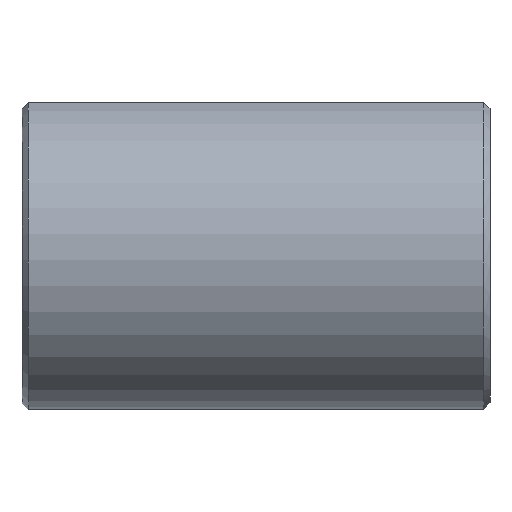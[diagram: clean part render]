
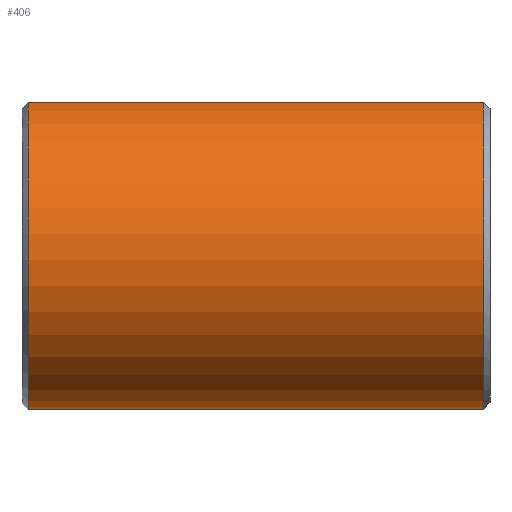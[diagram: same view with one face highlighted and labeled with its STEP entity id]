
A CAD part, left-side view. The second image highlights one B-rep face of the part: STEP entity #406.
In plain terms, the highlighted cylindrical face has radius 6.35 mm (diameter 12.7 mm), a partial arc.
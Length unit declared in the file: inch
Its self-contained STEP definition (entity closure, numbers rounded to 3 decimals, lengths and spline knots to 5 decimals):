
#29 = CIRCLE ( 'NONE', #201, 0.25 ) ;
#31 = CYLINDRICAL_SURFACE ( 'NONE', #52, 0.25 ) ;
#35 = ORIENTED_EDGE ( 'NONE', *, *, #377, .T. ) ;
#52 = AXIS2_PLACEMENT_3D ( 'NONE', #99, #466, #433 ) ;
#67 = FACE_OUTER_BOUND ( 'NONE', #309, .T. ) ;
#72 = DIRECTION ( 'NONE',  ( 0., -1., 0. ) ) ;
#75 = VECTOR ( 'NONE', #585, 39.37008 ) ;
#76 = LINE ( 'NONE', #132, #75 ) ;
#99 = CARTESIAN_POINT ( 'NONE',  ( 0., 0.75, 0. ) ) ;
#129 = CIRCLE ( 'NONE', #438, 0.25 ) ;
#132 = CARTESIAN_POINT ( 'NONE',  ( 0., 0.75, -0.25 ) ) ;
#166 = CARTESIAN_POINT ( 'NONE',  ( -0.0625, 0.74, 0.24206 ) ) ;
#171 = LINE ( 'NONE', #437, #175 ) ;
#175 = VECTOR ( 'NONE', #471, 39.37008 ) ;
#201 = AXIS2_PLACEMENT_3D ( 'NONE', #420, #72, #452 ) ;
#209 = EDGE_CURVE ( 'NONE', #348, #301, #171, .T. ) ;
#222 = ORIENTED_EDGE ( 'NONE', *, *, #490, .T. ) ;
#253 = DIRECTION ( 'NONE',  ( 0., 1., 0. ) ) ;
#257 = ORIENTED_EDGE ( 'NONE', *, *, #209, .F. ) ;
#295 = EDGE_CURVE ( 'NONE', #395, #301, #129, .T. ) ;
#301 = VERTEX_POINT ( 'NONE', #481 ) ;
#309 = EDGE_LOOP ( 'NONE', ( #222, #35, #326, #257 ) ) ;
#326 = ORIENTED_EDGE ( 'NONE', *, *, #295, .T. ) ;
#348 = VERTEX_POINT ( 'NONE', #166 ) ;
#377 = EDGE_CURVE ( 'NONE', #391, #395, #76, .T. ) ;
#391 = VERTEX_POINT ( 'NONE', #491 ) ;
#395 = VERTEX_POINT ( 'NONE', #522 ) ;
#406 = ADVANCED_FACE ( 'NONE', ( #67 ), #31, .T. ) ;
#420 = CARTESIAN_POINT ( 'NONE',  ( 0., 0.74, 0. ) ) ;
#433 = DIRECTION ( 'NONE',  ( 0., 0., -1. ) ) ;
#437 = CARTESIAN_POINT ( 'NONE',  ( -0.0625, 0.75, 0.24206 ) ) ;
#438 = AXIS2_PLACEMENT_3D ( 'NONE', #510, #253, #543 ) ;
#452 = DIRECTION ( 'NONE',  ( 0., 0., 1. ) ) ;
#466 = DIRECTION ( 'NONE',  ( 0., -1., 0. ) ) ;
#471 = DIRECTION ( 'NONE',  ( 0., -1., 0. ) ) ;
#481 = CARTESIAN_POINT ( 'NONE',  ( -0.0625, 0.01, 0.24206 ) ) ;
#490 = EDGE_CURVE ( 'NONE', #348, #391, #29, .T. ) ;
#491 = CARTESIAN_POINT ( 'NONE',  ( 0., 0.74, -0.25 ) ) ;
#510 = CARTESIAN_POINT ( 'NONE',  ( 0., 0.01, 0. ) ) ;
#522 = CARTESIAN_POINT ( 'NONE',  ( 0., 0.01, -0.25 ) ) ;
#543 = DIRECTION ( 'NONE',  ( 0., 0., 1. ) ) ;
#585 = DIRECTION ( 'NONE',  ( 0., -1., 0. ) ) ;
